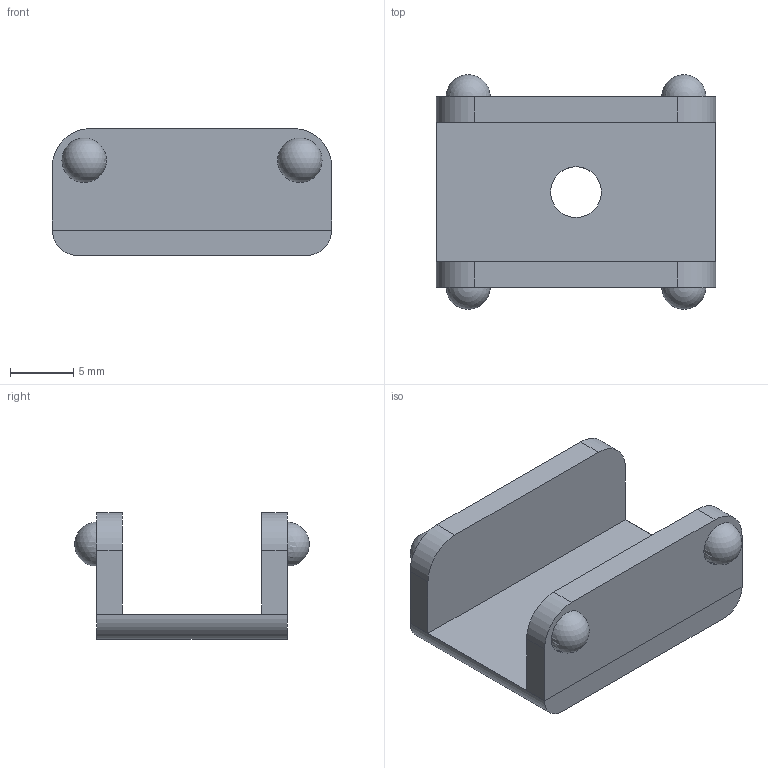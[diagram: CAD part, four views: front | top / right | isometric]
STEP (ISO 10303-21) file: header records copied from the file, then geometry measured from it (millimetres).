
FILE_DESCRIPTION(('FreeCAD Model'),'2;1');
FILE_NAME('agraphe.step','2016-01-02T22:01:19',( 'Author'),(''),'Open CASCADE STEP processor 6.8','FreeCAD','Unknown' );
FILE_SCHEMA(('AUTOMOTIVE_DESIGN_CC2 { 1 2 10303 214 -1 1 5 4 }'));
Length unit declared in the file: millimetre
Products named in the file (2): ASSEMBLY; Agraphe007
Assembly tree (1 placements, depth 2):
  ASSEMBLY
    Agraphe007
Bounding box: 22 x 18.47 x 10 mm (x, y, z)
Volume: 1342.8 mm3; surface area: 1559.7 mm2
Topology: 1 solids, 1 shells, 27 faces, 71 edges, 42 vertices
Faces by surface type: plane 16, cylinder 7, sphere 4
Full cylindrical faces by diameter (mm): 4 x1
Entity records: 1665 total; most frequent: CARTESIAN_POINT 308, DIRECTION 261, LINE 145, VECTOR 145, ORIENTED_EDGE 126, PCURVE 126, DEFINITIONAL_REPRESENTATION 126, EDGE_CURVE 63
